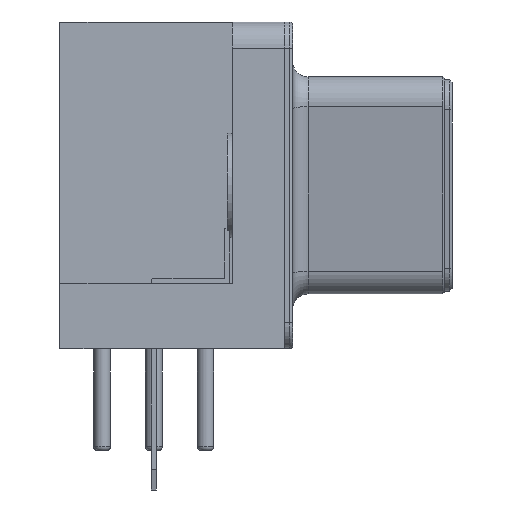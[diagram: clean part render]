
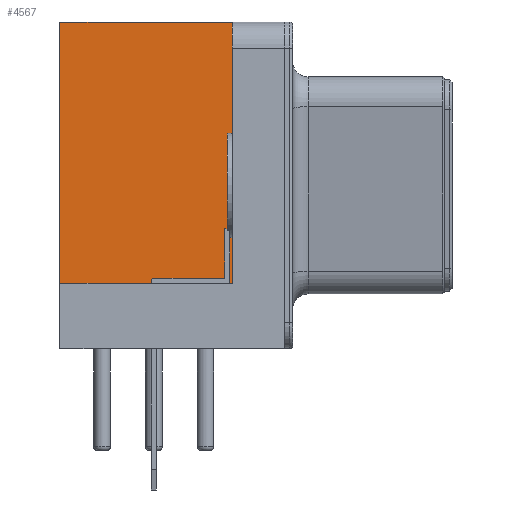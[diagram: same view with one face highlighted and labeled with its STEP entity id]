
A CAD part, left-side view. The second image highlights one B-rep face of the part: STEP entity #4567.
In plain terms, the highlighted planar face has unit normal (-1, 0, 0).
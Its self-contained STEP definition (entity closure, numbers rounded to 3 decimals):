
#3423 = VERTEX_POINT('',#3424);
#3424 = CARTESIAN_POINT('',(-22.688,1.61,12.5));
#3430 = EDGE_CURVE('',#3431,#3423,#3433,.T.);
#3431 = VERTEX_POINT('',#3432);
#3432 = CARTESIAN_POINT('',(-22.688,-4.99,12.5));
#3433 = LINE('',#3434,#3435);
#3434 = CARTESIAN_POINT('',(-22.688,-5.99,12.5));
#3435 = VECTOR('',#3436,1.);
#3436 = DIRECTION('',(0.,1.,0.));
#4490 = EDGE_CURVE('',#4491,#3423,#4493,.T.);
#4491 = VERTEX_POINT('',#4492);
#4492 = CARTESIAN_POINT('',(-22.688,1.61,2.5));
#4493 = LINE('',#4494,#4495);
#4494 = CARTESIAN_POINT('',(-22.688,1.61,4.375));
#4495 = VECTOR('',#4496,1.);
#4496 = DIRECTION('',(0.,0.,1.));
#4541 = VERTEX_POINT('',#4542);
#4542 = CARTESIAN_POINT('',(-22.688,-4.99,2.5));
#4548 = EDGE_CURVE('',#4541,#3431,#4549,.T.);
#4549 = LINE('',#4550,#4551);
#4550 = CARTESIAN_POINT('',(-22.688,-4.99,2.5));
#4551 = VECTOR('',#4552,1.);
#4552 = DIRECTION('',(0.,0.,1.));
#4567 = ADVANCED_FACE('',(#4568),#4579,.F.);
#4568 = FACE_BOUND('',#4569,.F.);
#4569 = EDGE_LOOP('',(#4570,#4571,#4577,#4578));
#4570 = ORIENTED_EDGE('',*,*,#4548,.F.);
#4571 = ORIENTED_EDGE('',*,*,#4572,.T.);
#4572 = EDGE_CURVE('',#4541,#4491,#4573,.T.);
#4573 = LINE('',#4574,#4575);
#4574 = CARTESIAN_POINT('',(-22.688,-4.99,2.5));
#4575 = VECTOR('',#4576,1.);
#4576 = DIRECTION('',(0.,1.,0.));
#4577 = ORIENTED_EDGE('',*,*,#4490,.T.);
#4578 = ORIENTED_EDGE('',*,*,#3430,.F.);
#4579 = PLANE('',#4580);
#4580 = AXIS2_PLACEMENT_3D('',#4581,#4582,#4583);
#4581 = CARTESIAN_POINT('',(-22.688,-4.99,2.5));
#4582 = DIRECTION('',(1.,0.,0.));
#4583 = DIRECTION('',(0.,0.,1.));
